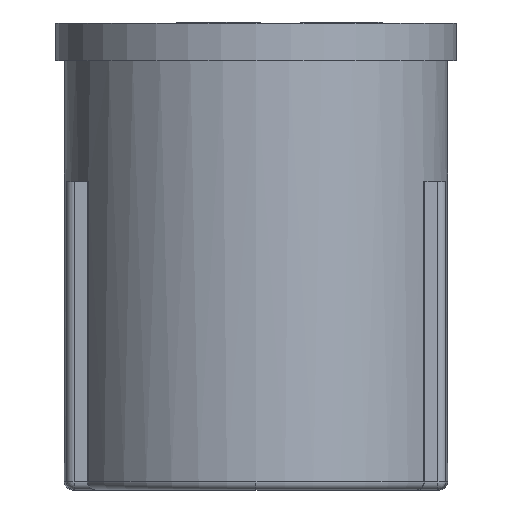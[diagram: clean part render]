
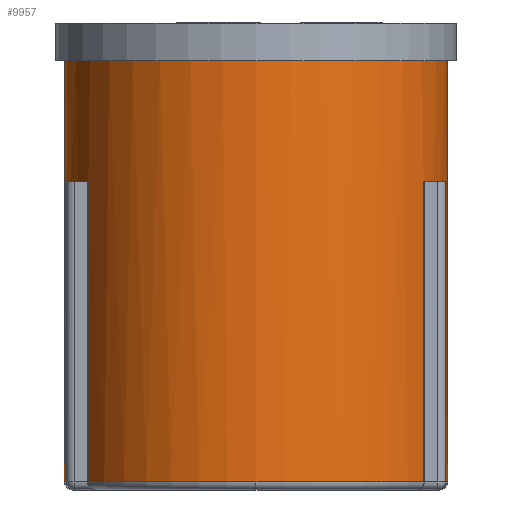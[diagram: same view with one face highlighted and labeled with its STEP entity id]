
A CAD part, left-side view. The second image highlights one B-rep face of the part: STEP entity #9957.
In plain terms, the highlighted cylindrical face has radius 23 mm (diameter 46 mm), a partial arc.
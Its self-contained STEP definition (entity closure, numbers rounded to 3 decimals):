
#147 = CARTESIAN_POINT ( 'NONE',  ( -43.4, 0., -1.9 ) ) ;
#240 = EDGE_CURVE ( 'NONE', #6278, #4672, #22941, .T. ) ;
#362 = VERTEX_POINT ( 'NONE', #5942 ) ;
#379 = ORIENTED_EDGE ( 'NONE', *, *, #17804, .T. ) ;
#449 = EDGE_CURVE ( 'NONE', #16503, #1541, #4208, .T. ) ;
#500 = CARTESIAN_POINT ( 'NONE',  ( -43.4, 0., -52.4 ) ) ;
#928 = AXIS2_PLACEMENT_3D ( 'NONE', #147, #9675, #25402 ) ;
#1050 = DIRECTION ( 'NONE',  ( 0., 0., 1. ) ) ;
#1236 = ORIENTED_EDGE ( 'NONE', *, *, #9605, .T. ) ;
#1541 = VERTEX_POINT ( 'NONE', #3994 ) ;
#1774 = LINE ( 'NONE', #25476, #6976 ) ;
#1831 = CARTESIAN_POINT ( 'NONE',  ( -46.811, -22.746, -53.4 ) ) ;
#2017 = DIRECTION ( 'NONE',  ( -1., 0., 0. ) ) ;
#2044 = DIRECTION ( 'NONE',  ( 0., 0., 1. ) ) ;
#2198 = CARTESIAN_POINT ( 'NONE',  ( -54.541, 20.122, -52.4 ) ) ;
#2516 = EDGE_CURVE ( 'NONE', #5077, #16503, #21833, .T. ) ;
#2555 = CARTESIAN_POINT ( 'NONE',  ( -43.4, 0., -16.4 ) ) ;
#2827 = AXIS2_PLACEMENT_3D ( 'NONE', #2555, #18281, #24199 ) ;
#2945 = CARTESIAN_POINT ( 'NONE',  ( -46.811, -22.746, -16.4 ) ) ;
#3757 = VECTOR ( 'NONE', #24979, 1000. ) ;
#3824 = CARTESIAN_POINT ( 'NONE',  ( -43.4, 0., -16.4 ) ) ;
#3879 = EDGE_CURVE ( 'NONE', #14710, #362, #6666, .T. ) ;
#3994 = CARTESIAN_POINT ( 'NONE',  ( -54.541, -20.122, -52.4 ) ) ;
#4142 = DIRECTION ( 'NONE',  ( -1., 0., 0. ) ) ;
#4208 = CIRCLE ( 'NONE', #16974, 23. ) ;
#4672 = VERTEX_POINT ( 'NONE', #18870 ) ;
#5077 = VERTEX_POINT ( 'NONE', #2198 ) ;
#5428 = VECTOR ( 'NONE', #2044, 1000. ) ;
#5942 = CARTESIAN_POINT ( 'NONE',  ( -43.4, 23., -1.9 ) ) ;
#6025 = LINE ( 'NONE', #21889, #5428 ) ;
#6278 = VERTEX_POINT ( 'NONE', #2945 ) ;
#6666 = CIRCLE ( 'NONE', #928, 23. ) ;
#6766 = CARTESIAN_POINT ( 'NONE',  ( -66.4, 0., -52.4 ) ) ;
#6803 = DIRECTION ( 'NONE',  ( -1., 0., 0. ) ) ;
#6976 = VECTOR ( 'NONE', #9621, 1000. ) ;
#7367 = VERTEX_POINT ( 'NONE', #17507 ) ;
#7532 = LINE ( 'NONE', #13219, #20619 ) ;
#7619 = VERTEX_POINT ( 'NONE', #17476 ) ;
#7815 = VECTOR ( 'NONE', #11237, 1000. ) ;
#7828 = ORIENTED_EDGE ( 'NONE', *, *, #449, .T. ) ;
#8224 = VERTEX_POINT ( 'NONE', #15900 ) ;
#8345 = DIRECTION ( 'NONE',  ( 0., 0., 1. ) ) ;
#9605 = EDGE_CURVE ( 'NONE', #19782, #14710, #6025, .T. ) ;
#9621 = DIRECTION ( 'NONE',  ( 0., 0., 1. ) ) ;
#9640 = EDGE_CURVE ( 'NONE', #12889, #7619, #16150, .T. ) ;
#9675 = DIRECTION ( 'NONE',  ( 0., 0., -1. ) ) ;
#9957 = ADVANCED_FACE ( 'NONE', ( #25093 ), #11553, .T. ) ;
#10027 = ORIENTED_EDGE ( 'NONE', *, *, #12377, .F. ) ;
#10182 = VECTOR ( 'NONE', #21994, 1000. ) ;
#10262 = CARTESIAN_POINT ( 'NONE',  ( -54.541, -20.122, -53.4 ) ) ;
#11237 = DIRECTION ( 'NONE',  ( 0., 0., -1. ) ) ;
#11284 = DIRECTION ( 'NONE',  ( 0., 0., -1. ) ) ;
#11553 = CYLINDRICAL_SURFACE ( 'NONE', #23969, 23. ) ;
#12036 = AXIS2_PLACEMENT_3D ( 'NONE', #500, #8345, #15971 ) ;
#12087 = LINE ( 'NONE', #10262, #10182 ) ;
#12365 = AXIS2_PLACEMENT_3D ( 'NONE', #3824, #13878, #2017 ) ;
#12377 = EDGE_CURVE ( 'NONE', #12889, #362, #12744, .T. ) ;
#12744 = LINE ( 'NONE', #15061, #3757 ) ;
#12889 = VERTEX_POINT ( 'NONE', #24151 ) ;
#13219 = CARTESIAN_POINT ( 'NONE',  ( -54.541, 20.122, -53.4 ) ) ;
#13237 = ORIENTED_EDGE ( 'NONE', *, *, #2516, .T. ) ;
#13352 = ORIENTED_EDGE ( 'NONE', *, *, #13680, .T. ) ;
#13363 = DIRECTION ( 'NONE',  ( 0., 0., 1. ) ) ;
#13680 = EDGE_CURVE ( 'NONE', #4672, #19782, #20649, .T. ) ;
#13878 = DIRECTION ( 'NONE',  ( 0., 0., -1. ) ) ;
#14710 = VERTEX_POINT ( 'NONE', #21548 ) ;
#14713 = ORIENTED_EDGE ( 'NONE', *, *, #240, .T. ) ;
#14811 = DIRECTION ( 'NONE',  ( 0., 0., 1. ) ) ;
#15061 = CARTESIAN_POINT ( 'NONE',  ( -43.4, 23., -53.4 ) ) ;
#15308 = CARTESIAN_POINT ( 'NONE',  ( -43.4, 0., -53.4 ) ) ;
#15672 = ORIENTED_EDGE ( 'NONE', *, *, #3879, .T. ) ;
#15716 = ORIENTED_EDGE ( 'NONE', *, *, #16270, .T. ) ;
#15885 = CARTESIAN_POINT ( 'NONE',  ( -43.4, 0., -52.4 ) ) ;
#15900 = CARTESIAN_POINT ( 'NONE',  ( -46.811, 22.746, -16.4 ) ) ;
#15971 = DIRECTION ( 'NONE',  ( -1., 0., 0. ) ) ;
#16150 = CIRCLE ( 'NONE', #12036, 23. ) ;
#16270 = EDGE_CURVE ( 'NONE', #1541, #23030, #12087, .T. ) ;
#16424 = ORIENTED_EDGE ( 'NONE', *, *, #25422, .T. ) ;
#16500 = CARTESIAN_POINT ( 'NONE',  ( -43.4, 0., -52.4 ) ) ;
#16503 = VERTEX_POINT ( 'NONE', #6766 ) ;
#16974 = AXIS2_PLACEMENT_3D ( 'NONE', #15885, #19868, #4142 ) ;
#17476 = CARTESIAN_POINT ( 'NONE',  ( -46.811, 22.746, -52.4 ) ) ;
#17507 = CARTESIAN_POINT ( 'NONE',  ( -54.541, 20.122, -16.4 ) ) ;
#17804 = EDGE_CURVE ( 'NONE', #23030, #6278, #19289, .T. ) ;
#17945 = CARTESIAN_POINT ( 'NONE',  ( -43.4, -23., -52.4 ) ) ;
#18281 = DIRECTION ( 'NONE',  ( 0., 0., 1. ) ) ;
#18870 = CARTESIAN_POINT ( 'NONE',  ( -46.811, -22.746, -52.4 ) ) ;
#19091 = DIRECTION ( 'NONE',  ( -1., 0., 0. ) ) ;
#19289 = CIRCLE ( 'NONE', #2827, 23. ) ;
#19414 = DIRECTION ( 'NONE',  ( 1., 0., 0. ) ) ;
#19562 = ORIENTED_EDGE ( 'NONE', *, *, #19943, .T. ) ;
#19782 = VERTEX_POINT ( 'NONE', #17945 ) ;
#19868 = DIRECTION ( 'NONE',  ( 0., 0., 1. ) ) ;
#19943 = EDGE_CURVE ( 'NONE', #7619, #8224, #1774, .T. ) ;
#20012 = EDGE_CURVE ( 'NONE', #7367, #8224, #23464, .T. ) ;
#20193 = ORIENTED_EDGE ( 'NONE', *, *, #9640, .T. ) ;
#20619 = VECTOR ( 'NONE', #11284, 1000. ) ;
#20649 = CIRCLE ( 'NONE', #21067, 23. ) ;
#21012 = CARTESIAN_POINT ( 'NONE',  ( -43.4, 0., -52.4 ) ) ;
#21067 = AXIS2_PLACEMENT_3D ( 'NONE', #16500, #14811, #6803 ) ;
#21548 = CARTESIAN_POINT ( 'NONE',  ( -43.4, -23., -1.9 ) ) ;
#21833 = CIRCLE ( 'NONE', #24733, 23. ) ;
#21889 = CARTESIAN_POINT ( 'NONE',  ( -43.4, -23., -53.4 ) ) ;
#21994 = DIRECTION ( 'NONE',  ( 0., 0., 1. ) ) ;
#22941 = LINE ( 'NONE', #1831, #7815 ) ;
#23030 = VERTEX_POINT ( 'NONE', #24246 ) ;
#23464 = CIRCLE ( 'NONE', #12365, 23. ) ;
#23801 = ORIENTED_EDGE ( 'NONE', *, *, #20012, .F. ) ;
#23969 = AXIS2_PLACEMENT_3D ( 'NONE', #15308, #13363, #19414 ) ;
#24151 = CARTESIAN_POINT ( 'NONE',  ( -43.4, 23., -52.4 ) ) ;
#24199 = DIRECTION ( 'NONE',  ( 1., 0., 0. ) ) ;
#24246 = CARTESIAN_POINT ( 'NONE',  ( -54.541, -20.122, -16.4 ) ) ;
#24733 = AXIS2_PLACEMENT_3D ( 'NONE', #21012, #1050, #19091 ) ;
#24979 = DIRECTION ( 'NONE',  ( 0., 0., 1. ) ) ;
#25093 = FACE_OUTER_BOUND ( 'NONE', #25365, .T. ) ;
#25365 = EDGE_LOOP ( 'NONE', ( #14713, #13352, #1236, #15672, #10027, #20193, #19562, #23801, #16424, #13237, #7828, #15716, #379 ) ) ;
#25402 = DIRECTION ( 'NONE',  ( -1., 0., 0. ) ) ;
#25422 = EDGE_CURVE ( 'NONE', #7367, #5077, #7532, .T. ) ;
#25476 = CARTESIAN_POINT ( 'NONE',  ( -46.811, 22.746, -53.4 ) ) ;
